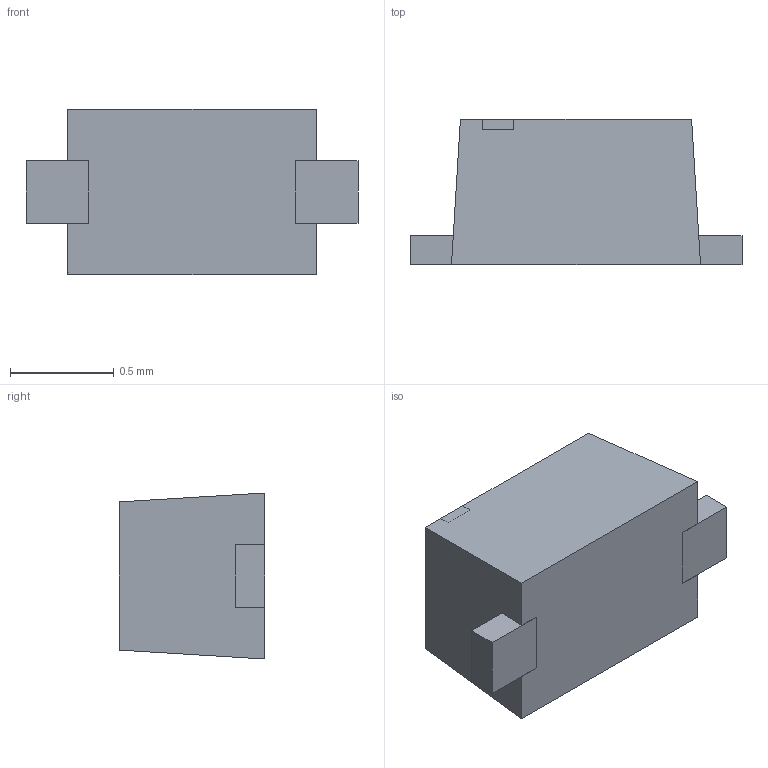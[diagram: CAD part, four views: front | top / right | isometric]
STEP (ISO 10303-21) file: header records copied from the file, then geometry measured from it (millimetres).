
FILE_DESCRIPTION (( 'STEP AP214' ), '1' );
FILE_NAME ('502-01.STEP', '2024-04-19T08:33:18', ( 'LENOVO' ), ( '' ), 'SwSTEP 2.0', 'SolidWorks 2021', '' );
FILE_SCHEMA (( 'AUTOMOTIVE_DESIGN' ));
Length unit declared in the file: millimetre
Products named in the file (1): 502-01
Bounding box: 1.6 x 0.7 x 0.8 mm (x, y, z)
Volume: 0.6 mm3; surface area: 5.6 mm2
Topology: 4 solids, 4 shells, 38 faces, 86 edges, 56 vertices
Faces by surface type: plane 38
Entity records: 1099 total; most frequent: CARTESIAN_POINT 181, ORIENTED_EDGE 172, DIRECTION 164, EDGE_CURVE 86, LINE 86, VECTOR 86, VERTEX_POINT 56, AXIS2_PLACEMENT_3D 39
